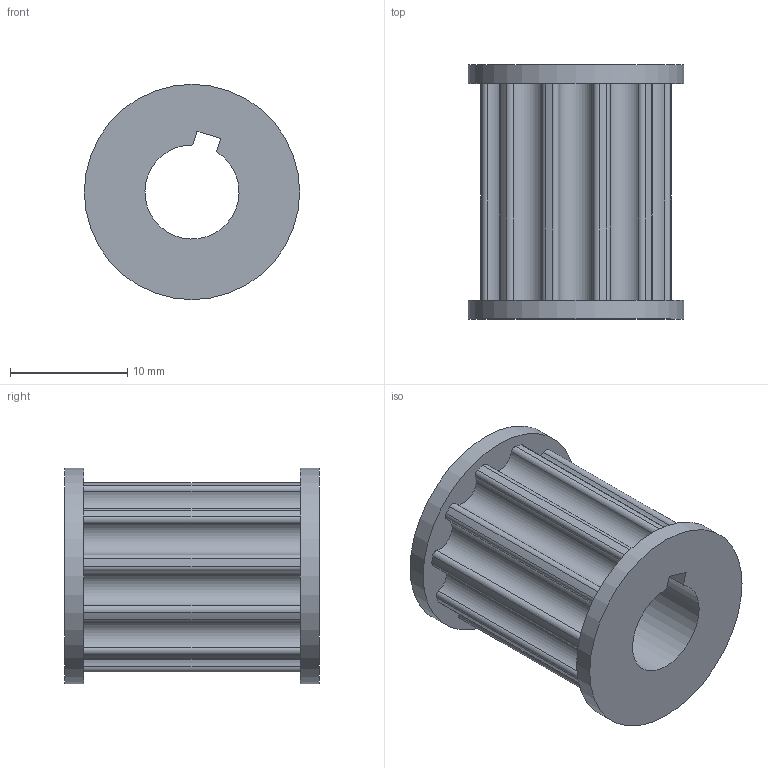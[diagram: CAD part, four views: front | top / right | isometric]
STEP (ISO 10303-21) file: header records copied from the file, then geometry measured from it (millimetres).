
FILE_DESCRIPTION(/* description */ ('STEP AP242','CAx-IF Rec.Pracs.---Representation and Presentation of Product Manufacturing Information (PMI)---4.0---2014-10-13','CAx-IF Rec.Pracs.---3D Tessellated Geometry---0.4---2014-09-14','2;1'),/* implementation_level */ '2;1');
FILE_NAME(/* name */ '636914b0cd0519074c2f2303',/* time_stamp */ '2022-11-07T14:22:41+00:00',/* author */ (''),/* organization */ (''),/* preprocessor_version */ 'ST-DEVELOPER v18.102',/* originating_system */ ' ',/* authorisation */ ' ');
FILE_SCHEMA (('AP242_MANAGED_MODEL_BASED_3D_ENGINEERING_MIM_LF { 1 0 10303 442 1 1 4 }'));
Length unit declared in the file: metre
Products named in the file (1): 11T HTD Pulley 18.5mm Wide
Bounding box: 18.36 x 21.68 x 18.36 mm (x, y, z)
Volume: 2710.2 mm3; surface area: 2659 mm2
Topology: 1 solids, 1 shells, 54 faces, 150 edges, 100 vertices
Faces by surface type: cylinder 47, plane 7
Full cylindrical faces by diameter (mm): 18.364 x2
Entity records: 1804 total; most frequent: DIRECTION 352, CARTESIAN_POINT 303, ORIENTED_EDGE 296, AXIS2_PLACEMENT_3D 149, EDGE_CURVE 148, VERTEX_POINT 100, CIRCLE 94, EDGE_LOOP 60
